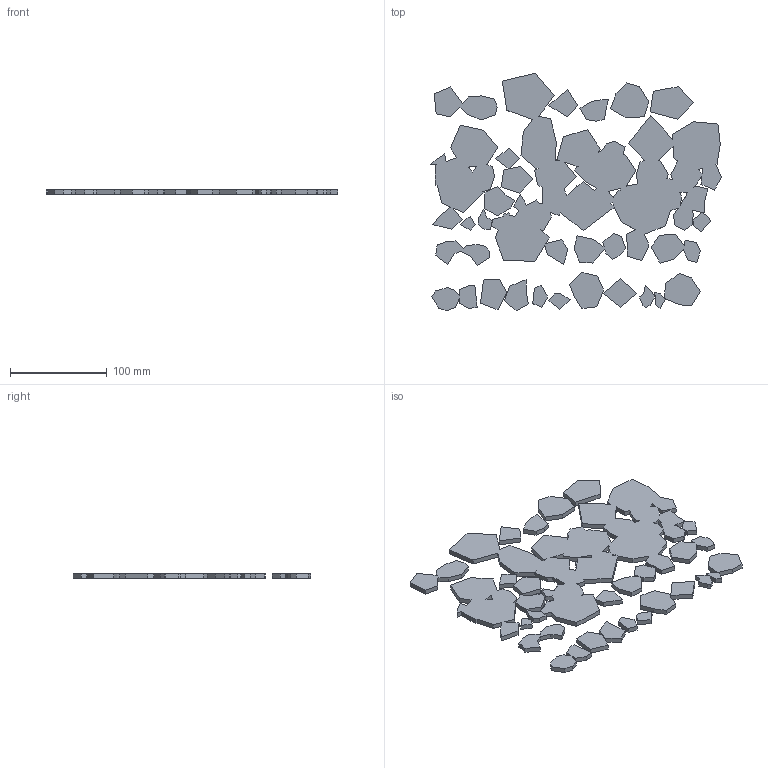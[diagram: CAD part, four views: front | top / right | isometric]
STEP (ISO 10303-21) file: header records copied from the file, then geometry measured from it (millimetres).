
FILE_DESCRIPTION(('Open CASCADE Model'),'2;1');
FILE_NAME('Open CASCADE Shape Model','2024-05-27T00:14:31',('Author'),( 'Open CASCADE'),'Open CASCADE STEP processor 7.7','Open CASCADE 7.7' ,'Unknown');
FILE_SCHEMA(('AUTOMOTIVE_DESIGN { 1 0 10303 214 1 1 1 1 }'));
Length unit declared in the file: millimetre
Products named in the file (25): Open CASCADE STEP translator 7.7 10; Open CASCADE STEP translator 7.7 10.1; Open CASCADE STEP translator 7.7 10.2; Open CASCADE STEP translator 7.7 10.3; Open CASCADE STEP translator 7.7 10.4; Open CASCADE STEP translator 7.7 10.5; Open CASCADE STEP translator 7.7 10.6; Open CASCADE STEP translator 7.7 10.7; Open CASCADE STEP translator 7.7 10.8; Open CASCADE STEP translator 7.7 10.9; Open CASCADE STEP translator 7.7 10.10; Open CASCADE STEP translator 7.7 10.11; Open CASCADE STEP translator 7.7 10.12; Open CASCADE STEP translator 7.7 10.13; Open CASCADE STEP translator 7.7 10.14; Open CASCADE STEP translator 7.7 10.15; Open CASCADE STEP translator 7.7 10.16; Open CASCADE STEP translator 7.7 10.17; Open CASCADE STEP translator 7.7 10.18; Open CASCADE STEP translator 7.7 10.19; Open CASCADE STEP translator 7.7 10.20; Open CASCADE STEP translator 7.7 10.21; Open CASCADE STEP translator 7.7 10.22; Open CASCADE STEP translator 7.7 10.23; Open CASCADE STEP translator 7.7 10.24
Assembly tree (24 placements, depth 2):
  Open CASCADE STEP translator 7.7 10
    Open CASCADE STEP translator 7.7 10.1
    Open CASCADE STEP translator 7.7 10.2
    Open CASCADE STEP translator 7.7 10.3
    Open CASCADE STEP translator 7.7 10.4
    Open CASCADE STEP translator 7.7 10.5
    Open CASCADE STEP translator 7.7 10.6
    Open CASCADE STEP translator 7.7 10.7
    Open CASCADE STEP translator 7.7 10.8
    Open CASCADE STEP translator 7.7 10.9
    Open CASCADE STEP translator 7.7 10.10
    Open CASCADE STEP translator 7.7 10.11
    Open CASCADE STEP translator 7.7 10.12
    Open CASCADE STEP translator 7.7 10.13
    Open CASCADE STEP translator 7.7 10.14
    Open CASCADE STEP translator 7.7 10.15
    Open CASCADE STEP translator 7.7 10.16
    Open CASCADE STEP translator 7.7 10.17
    Open CASCADE STEP translator 7.7 10.18
    Open CASCADE STEP translator 7.7 10.19
    Open CASCADE STEP translator 7.7 10.20
    Open CASCADE STEP translator 7.7 10.21
    Open CASCADE STEP translator 7.7 10.22
    Open CASCADE STEP translator 7.7 10.23
    Open CASCADE STEP translator 7.7 10.24
Bounding box: 300.78 x 245.57 x 5 mm (x, y, z)
Volume: 198969 mm3; surface area: 102050.7 mm2
Topology: 24 solids, 24 shells, 414 faces, 1098 edges, 732 vertices
Faces by surface type: plane 414
Entity records: 27076 total; most frequent: CARTESIAN_POINT 4649, DIRECTION 3988, LINE 3110, VECTOR 3110, ORIENTED_EDGE 2196, PCURVE 2196, DEFINITIONAL_REPRESENTATION 2196, EDGE_CURVE 1098
